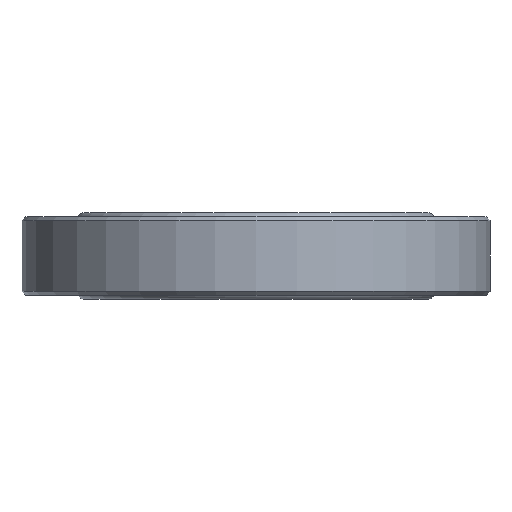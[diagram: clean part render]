
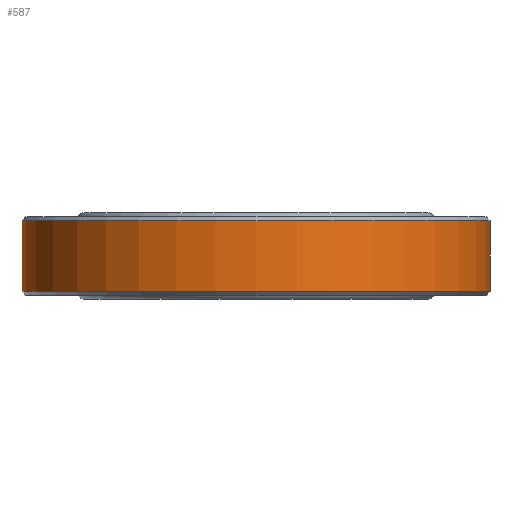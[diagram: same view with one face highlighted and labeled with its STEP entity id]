
A CAD part, front view. The second image highlights one B-rep face of the part: STEP entity #587.
In plain terms, the highlighted cylindrical face has radius 47.5 mm (diameter 95 mm), a full revolution.
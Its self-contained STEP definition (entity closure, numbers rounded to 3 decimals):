
#6 = CARTESIAN_POINT ( 'NONE',  ( 3., 47.405, -7.806 ) ) ;
#13 = CARTESIAN_POINT ( 'NONE',  ( 0.78, 47.494, -5.097 ) ) ;
#90 = DIRECTION ( 'NONE',  ( 1., 0., 0. ) ) ;
#92 = CARTESIAN_POINT ( 'NONE',  ( 0., 0., -15.2 ) ) ;
#99 = DIRECTION ( 'NONE',  ( 0., 0., 1. ) ) ;
#124 = CARTESIAN_POINT ( 'NONE',  ( 1.503, 47.477, -10.604 ) ) ;
#129 = CARTESIAN_POINT ( 'NONE',  ( 2.904, 47.411, -7.222 ) ) ;
#133 = DIRECTION ( 'NONE',  ( 0., 0., 1. ) ) ;
#135 = CARTESIAN_POINT ( 'NONE',  ( 0.197, 47.5, -5. ) ) ;
#168 = CARTESIAN_POINT ( 'NONE',  ( -0.195, 47.5, -5. ) ) ;
#171 = VERTEX_POINT ( 'NONE', #808 ) ;
#176 = CIRCLE ( 'NONE', #571, 47.5 ) ;
#183 = CARTESIAN_POINT ( 'NONE',  ( -0.389, 47.499, -5.019 ) ) ;
#188 = CARTESIAN_POINT ( 'NONE',  ( -0.966, 47.491, -5.153 ) ) ;
#194 = EDGE_LOOP ( 'NONE', ( #456 ) ) ;
#195 = CARTESIAN_POINT ( 'NONE',  ( -0.776, 47.494, -5.095 ) ) ;
#218 = CARTESIAN_POINT ( 'NONE',  ( -1.327, 47.482, -5.302 ) ) ;
#243 = DIRECTION ( 'NONE',  ( 1., 0., 0. ) ) ;
#247 = CARTESIAN_POINT ( 'NONE',  ( 1.983, 47.459, -10.259 ) ) ;
#253 = CARTESIAN_POINT ( 'NONE',  ( 2.697, 47.423, -6.672 ) ) ;
#281 = CARTESIAN_POINT ( 'NONE',  ( 0., 47.5, -11. ) ) ;
#283 = CARTESIAN_POINT ( 'NONE',  ( -2.261, 47.446, -9.981 ) ) ;
#284 = AXIS2_PLACEMENT_3D ( 'NONE', #1468, #1357, #243 ) ;
#287 = CARTESIAN_POINT ( 'NONE',  ( -2.605, 47.429, -9.501 ) ) ;
#299 = CARTESIAN_POINT ( 'NONE',  ( -2.384, 47.44, -6.169 ) ) ;
#384 = CARTESIAN_POINT ( 'NONE',  ( 1.829, 47.465, -10.386 ) ) ;
#386 = FACE_OUTER_BOUND ( 'NONE', #483, .T. ) ;
#389 = CARTESIAN_POINT ( 'NONE',  ( 2.386, 47.44, -6.171 ) ) ;
#403 = CARTESIAN_POINT ( 'NONE',  ( -1.981, 47.459, -5.738 ) ) ;
#419 = FACE_BOUND ( 'NONE', #194, .T. ) ;
#421 = CARTESIAN_POINT ( 'NONE',  ( -1.83, 47.465, -5.614 ) ) ;
#427 = CARTESIAN_POINT ( 'NONE',  ( 47.5, 0., -0.8 ) ) ;
#445 = CARTESIAN_POINT ( 'NONE',  ( -1.501, 47.477, -5.395 ) ) ;
#456 = ORIENTED_EDGE ( 'NONE', *, *, #1276, .T. ) ;
#470 = DIRECTION ( 'NONE',  ( 1., 0., 0. ) ) ;
#474 = VERTEX_POINT ( 'NONE', #281 ) ;
#481 = B_SPLINE_CURVE_WITH_KNOTS ( 'NONE', 3,
 ( #1358, #502, #726, #604, #1469, #833, #124, #384, #247, #931, #505, #1035, #609, #1136, #1257, #684, #731, #6, #841, #129, #936, #253, #1038, #389, #1145, #510, #1263, #617, #1369, #735, #13, #847, #135, #168, #183, #195, #188, #218, #445, #421, #403, #495, #299, #657, #670, #673, #679, #683, #686, #694, #688, #690, #695, #699, #287, #717, #283, #724, #520, #516, #509, #501, #491, #486 ),
 .UNSPECIFIED., .T., .F.,
 ( 4, 2, 2, 2, 2, 2, 2, 2, 2, 2, 2, 2, 2, 2, 2, 2, 2, 2, 2, 2, 2, 2, 2, 2, 2, 2, 2, 2, 2, 2, 2, 4 ),
 ( 0., 0.001, 0.001, 0.002, 0.002, 0.003, 0.004, 0.004, 0.005, 0.005, 0.006, 0.006, 0.007, 0.008, 0.008, 0.009, 0.009, 0.01, 0.011, 0.011, 0.012, 0.012, 0.013, 0.013, 0.014, 0.015, 0.015, 0.016, 0.016, 0.017, 0.018, 0.019 ),
 .UNSPECIFIED. ) ;
#483 = EDGE_LOOP ( 'NONE', ( #954 ) ) ;
#486 = CARTESIAN_POINT ( 'NONE',  ( 0., 47.5, -11. ) ) ;
#491 = CARTESIAN_POINT ( 'NONE',  ( -0.396, 47.5, -11. ) ) ;
#495 = CARTESIAN_POINT ( 'NONE',  ( -2.258, 47.447, -6.015 ) ) ;
#501 = CARTESIAN_POINT ( 'NONE',  ( -0.79, 47.495, -10.92 ) ) ;
#502 = CARTESIAN_POINT ( 'NONE',  ( 0.198, 47.5, -11. ) ) ;
#505 = CARTESIAN_POINT ( 'NONE',  ( 2.384, 47.44, -9.832 ) ) ;
#509 = CARTESIAN_POINT ( 'NONE',  ( -1.332, 47.482, -10.695 ) ) ;
#510 = CARTESIAN_POINT ( 'NONE',  ( 1.982, 47.459, -5.74 ) ) ;
#516 = CARTESIAN_POINT ( 'NONE',  ( -1.507, 47.476, -10.602 ) ) ;
#520 = CARTESIAN_POINT ( 'NONE',  ( -1.834, 47.465, -10.382 ) ) ;
#571 = AXIS2_PLACEMENT_3D ( 'NONE', #92, #99, #90 ) ;
#587 = ADVANCED_FACE ( 'NONE', ( #386, #825, #419 ), #1354, .T. ) ;
#604 = CARTESIAN_POINT ( 'NONE',  ( 0.777, 47.494, -10.904 ) ) ;
#609 = CARTESIAN_POINT ( 'NONE',  ( 2.697, 47.423, -9.329 ) ) ;
#617 = CARTESIAN_POINT ( 'NONE',  ( 1.506, 47.476, -5.398 ) ) ;
#653 = EDGE_CURVE ( 'NONE', #1179, #1179, #966, .T. ) ;
#657 = CARTESIAN_POINT ( 'NONE',  ( -2.603, 47.429, -6.495 ) ) ;
#670 = CARTESIAN_POINT ( 'NONE',  ( -2.695, 47.424, -6.667 ) ) ;
#673 = CARTESIAN_POINT ( 'NONE',  ( -2.846, 47.415, -7.03 ) ) ;
#679 = CARTESIAN_POINT ( 'NONE',  ( -2.904, 47.411, -7.221 ) ) ;
#683 = CARTESIAN_POINT ( 'NONE',  ( -2.98, 47.406, -7.604 ) ) ;
#684 = CARTESIAN_POINT ( 'NONE',  ( 2.981, 47.406, -8.392 ) ) ;
#686 = CARTESIAN_POINT ( 'NONE',  ( -3., 47.405, -7.799 ) ) ;
#688 = CARTESIAN_POINT ( 'NONE',  ( -2.981, 47.406, -8.391 ) ) ;
#690 = CARTESIAN_POINT ( 'NONE',  ( -2.905, 47.411, -8.774 ) ) ;
#694 = CARTESIAN_POINT ( 'NONE',  ( -3., 47.405, -8.195 ) ) ;
#695 = CARTESIAN_POINT ( 'NONE',  ( -2.848, 47.415, -8.964 ) ) ;
#699 = CARTESIAN_POINT ( 'NONE',  ( -2.697, 47.423, -9.328 ) ) ;
#717 = CARTESIAN_POINT ( 'NONE',  ( -2.388, 47.44, -9.827 ) ) ;
#724 = CARTESIAN_POINT ( 'NONE',  ( -1.985, 47.459, -10.258 ) ) ;
#726 = CARTESIAN_POINT ( 'NONE',  ( 0.393, 47.499, -10.981 ) ) ;
#731 = CARTESIAN_POINT ( 'NONE',  ( 3., 47.405, -8.197 ) ) ;
#735 = CARTESIAN_POINT ( 'NONE',  ( 0.967, 47.491, -5.153 ) ) ;
#773 = ORIENTED_EDGE ( 'NONE', *, *, #653, .F. ) ;
#808 = CARTESIAN_POINT ( 'NONE',  ( 47.5, 0., -15.2 ) ) ;
#825 = FACE_OUTER_BOUND ( 'NONE', #1436, .T. ) ;
#833 = CARTESIAN_POINT ( 'NONE',  ( 1.33, 47.482, -10.696 ) ) ;
#840 = AXIS2_PLACEMENT_3D ( 'NONE', #940, #133, #470 ) ;
#841 = CARTESIAN_POINT ( 'NONE',  ( 2.981, 47.406, -7.607 ) ) ;
#847 = CARTESIAN_POINT ( 'NONE',  ( 0.396, 47.499, -5.02 ) ) ;
#931 = CARTESIAN_POINT ( 'NONE',  ( 2.26, 47.446, -9.983 ) ) ;
#936 = CARTESIAN_POINT ( 'NONE',  ( 2.847, 47.415, -7.035 ) ) ;
#940 = CARTESIAN_POINT ( 'NONE',  ( 0., 0., -0.8 ) ) ;
#954 = ORIENTED_EDGE ( 'NONE', *, *, #1356, .T. ) ;
#966 = CIRCLE ( 'NONE', #840, 47.5 ) ;
#1035 = CARTESIAN_POINT ( 'NONE',  ( 2.603, 47.429, -9.504 ) ) ;
#1038 = CARTESIAN_POINT ( 'NONE',  ( 2.603, 47.429, -6.496 ) ) ;
#1136 = CARTESIAN_POINT ( 'NONE',  ( 2.846, 47.415, -8.968 ) ) ;
#1145 = CARTESIAN_POINT ( 'NONE',  ( 2.262, 47.446, -6.02 ) ) ;
#1179 = VERTEX_POINT ( 'NONE', #427 ) ;
#1257 = CARTESIAN_POINT ( 'NONE',  ( 2.904, 47.411, -8.779 ) ) ;
#1263 = CARTESIAN_POINT ( 'NONE',  ( 1.831, 47.465, -5.615 ) ) ;
#1276 = EDGE_CURVE ( 'NONE', #474, #474, #481, .T. ) ;
#1354 = CYLINDRICAL_SURFACE ( 'NONE', #284, 47.5 ) ;
#1356 = EDGE_CURVE ( 'NONE', #171, #171, #176, .T. ) ;
#1357 = DIRECTION ( 'NONE',  ( 0., 0., 1. ) ) ;
#1358 = CARTESIAN_POINT ( 'NONE',  ( 0., 47.5, -11. ) ) ;
#1369 = CARTESIAN_POINT ( 'NONE',  ( 1.331, 47.482, -5.304 ) ) ;
#1436 = EDGE_LOOP ( 'NONE', ( #773 ) ) ;
#1468 = CARTESIAN_POINT ( 'NONE',  ( 0., 0., 0. ) ) ;
#1469 = CARTESIAN_POINT ( 'NONE',  ( 0.967, 47.49, -10.847 ) ) ;
